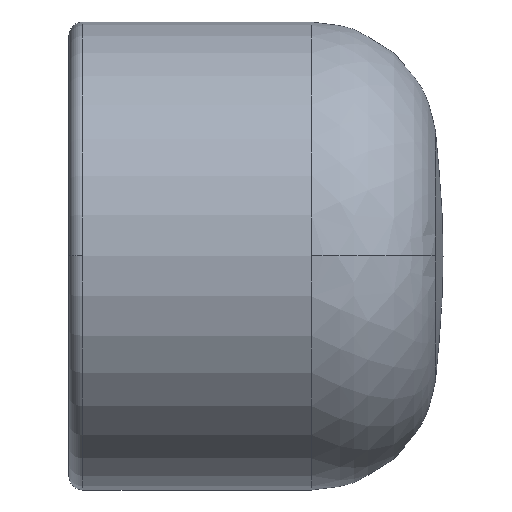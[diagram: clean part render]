
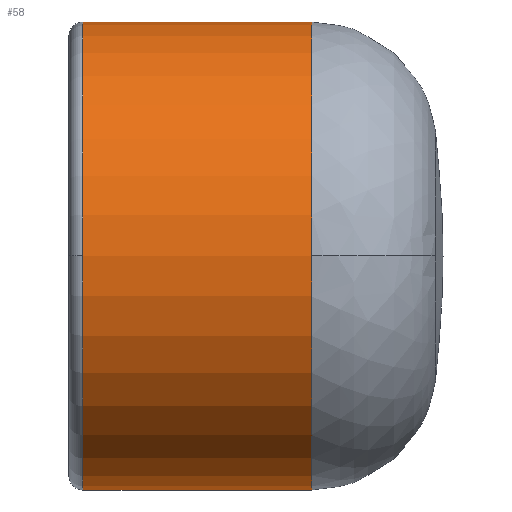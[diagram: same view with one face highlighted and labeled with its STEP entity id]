
A CAD part, top view. The second image highlights one B-rep face of the part: STEP entity #58.
In plain terms, the highlighted cylindrical face has radius 16.85 mm (diameter 33.7 mm), a partial arc.
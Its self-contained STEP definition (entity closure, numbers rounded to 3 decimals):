
#58=ADVANCED_FACE('',(#121),#122,.T.);
#121=FACE_OUTER_BOUND('',#221,.T.);
#122=CYLINDRICAL_SURFACE('',#222,16.85);
#221=EDGE_LOOP('',(#357,#358,#359,#360,#361,#362));
#222=AXIS2_PLACEMENT_3D('',#363,#364,#365);
#357=ORIENTED_EDGE('',*,*,#509,.F.);
#358=ORIENTED_EDGE('',*,*,#510,.T.);
#359=ORIENTED_EDGE('',*,*,#507,.T.);
#360=ORIENTED_EDGE('',*,*,#511,.F.);
#361=ORIENTED_EDGE('',*,*,#512,.F.);
#362=ORIENTED_EDGE('',*,*,#472,.F.);
#363=CARTESIAN_POINT('',(-2.997,0.0,0.0));
#364=DIRECTION('',(-1.0,0.,0.0));
#365=DIRECTION('',(0.,1.0,0.0));
#472=EDGE_CURVE('',#547,#539,#549,.T.);
#507=EDGE_CURVE('',#602,#608,#610,.T.);
#509=EDGE_CURVE('',#612,#547,#613,.T.);
#510=EDGE_CURVE('',#612,#602,#614,.T.);
#511=EDGE_CURVE('',#615,#608,#616,.T.);
#512=EDGE_CURVE('',#539,#615,#617,.T.);
#539=VERTEX_POINT('',#646);
#547=VERTEX_POINT('',#672);
#549=CIRCLE('',#674,16.85);
#602=VERTEX_POINT('',#729);
#608=VERTEX_POINT('',#735);
#610=CIRCLE('',#737,16.85);
#612=VERTEX_POINT('',#739);
#613=LINE('',#740,#741);
#614=CIRCLE('',#742,16.85);
#615=VERTEX_POINT('',#743);
#616=LINE('',#744,#745);
#617=CIRCLE('',#746,16.85);
#646=CARTESIAN_POINT('',(5.236,0.,16.85));
#672=CARTESIAN_POINT('',(5.236,16.85,0.));
#674=AXIS2_PLACEMENT_3D('',#782,#783,#784);
#729=CARTESIAN_POINT('',(-11.231,0.,16.85));
#735=CARTESIAN_POINT('',(-11.231,-16.85,0.));
#737=AXIS2_PLACEMENT_3D('',#865,#866,#867);
#739=CARTESIAN_POINT('',(-11.231,16.85,0.));
#740=CARTESIAN_POINT('',(-2.997,16.85,0.));
#741=VECTOR('',#868,1.0);
#742=AXIS2_PLACEMENT_3D('',#869,#870,#871);
#743=CARTESIAN_POINT('',(5.236,-16.85,0.));
#744=CARTESIAN_POINT('',(-2.997,-16.85,0.));
#745=VECTOR('',#872,1.0);
#746=AXIS2_PLACEMENT_3D('',#873,#874,#875);
#782=CARTESIAN_POINT('',(5.236,0.0,0.0));
#783=DIRECTION('',(1.0,0.0,0.0));
#784=DIRECTION('',(0.0,1.0,0.0));
#865=CARTESIAN_POINT('',(-11.231,0.,0.0));
#866=DIRECTION('',(1.0,0.0,0.0));
#867=DIRECTION('',(0.0,1.0,0.0));
#868=DIRECTION('',(1.0,0.,0.0));
#869=CARTESIAN_POINT('',(-11.231,0.,0.0));
#870=DIRECTION('',(1.0,0.0,0.0));
#871=DIRECTION('',(0.0,1.0,0.0));
#872=DIRECTION('',(-1.0,0.,0.0));
#873=CARTESIAN_POINT('',(5.236,0.0,0.0));
#874=DIRECTION('',(1.0,0.0,0.0));
#875=DIRECTION('',(0.0,1.0,0.0));
